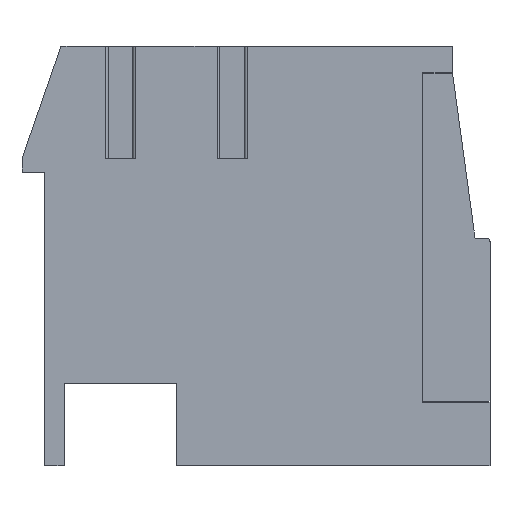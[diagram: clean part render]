
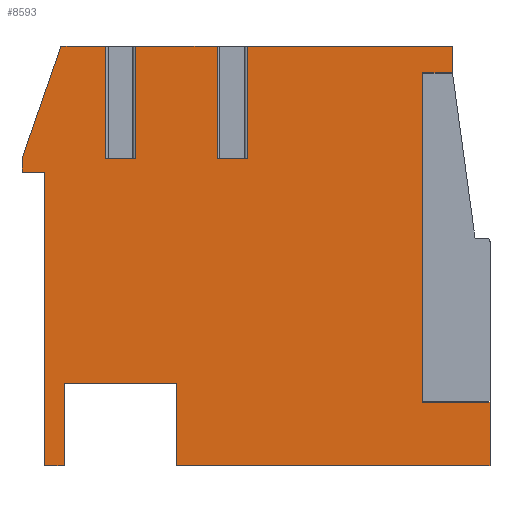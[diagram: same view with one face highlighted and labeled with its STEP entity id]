
A CAD part, left-side view. The second image highlights one B-rep face of the part: STEP entity #8593.
In plain terms, the highlighted planar face has unit normal (-1, 0, 0).
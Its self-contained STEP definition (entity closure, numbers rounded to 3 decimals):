
#734=ORIENTED_EDGE('',*,*,#3256,.T.);
#735=ORIENTED_EDGE('',*,*,#3257,.T.);
#736=ORIENTED_EDGE('',*,*,#3143,.F.);
#737=ORIENTED_EDGE('',*,*,#3258,.F.);
#738=ORIENTED_EDGE('',*,*,#3259,.T.);
#739=ORIENTED_EDGE('',*,*,#3260,.T.);
#740=ORIENTED_EDGE('',*,*,#3168,.F.);
#741=ORIENTED_EDGE('',*,*,#3261,.T.);
#742=ORIENTED_EDGE('',*,*,#3254,.F.);
#743=ORIENTED_EDGE('',*,*,#3252,.F.);
#744=ORIENTED_EDGE('',*,*,#3250,.F.);
#745=ORIENTED_EDGE('',*,*,#3248,.F.);
#746=ORIENTED_EDGE('',*,*,#3246,.F.);
#747=ORIENTED_EDGE('',*,*,#3244,.F.);
#748=ORIENTED_EDGE('',*,*,#3239,.F.);
#749=ORIENTED_EDGE('',*,*,#3237,.F.);
#750=ORIENTED_EDGE('',*,*,#3224,.F.);
#751=ORIENTED_EDGE('',*,*,#3262,.F.);
#752=ORIENTED_EDGE('',*,*,#3222,.F.);
#753=ORIENTED_EDGE('',*,*,#3263,.F.);
#754=ORIENTED_EDGE('',*,*,#3264,.F.);
#755=ORIENTED_EDGE('',*,*,#3151,.F.);
#756=ORIENTED_EDGE('',*,*,#3265,.F.);
#3143=EDGE_CURVE('',#4418,#4419,#5256,.T.);
#3151=EDGE_CURVE('',#4426,#4427,#5260,.T.);
#3168=EDGE_CURVE('',#4440,#4441,#5269,.T.);
#3222=EDGE_CURVE('',#4494,#4492,#5308,.T.);
#3224=EDGE_CURVE('',#4495,#4496,#5310,.T.);
#3237=EDGE_CURVE('',#4496,#4505,#5323,.T.);
#3239=EDGE_CURVE('',#4505,#4506,#5325,.T.);
#3244=EDGE_CURVE('',#4506,#4510,#5327,.T.);
#3246=EDGE_CURVE('',#4510,#4511,#5329,.T.);
#3248=EDGE_CURVE('',#4511,#4512,#5331,.T.);
#3250=EDGE_CURVE('',#4512,#4513,#5333,.T.);
#3252=EDGE_CURVE('',#4513,#4514,#5335,.T.);
#3254=EDGE_CURVE('',#4514,#4515,#5337,.T.);
#3256=EDGE_CURVE('',#4516,#4517,#5339,.T.);
#3257=EDGE_CURVE('',#4517,#4419,#5340,.T.);
#3258=EDGE_CURVE('',#4518,#4418,#5341,.T.);
#3259=EDGE_CURVE('',#4518,#4519,#5342,.T.);
#3260=EDGE_CURVE('',#4519,#4441,#5343,.T.);
#3261=EDGE_CURVE('',#4440,#4515,#5344,.F.);
#3262=EDGE_CURVE('',#4492,#4495,#5345,.T.);
#3263=EDGE_CURVE('',#4520,#4494,#5346,.T.);
#3264=EDGE_CURVE('',#4427,#4520,#5347,.T.);
#3265=EDGE_CURVE('',#4516,#4426,#5348,.T.);
#4418=VERTEX_POINT('',#12599);
#4419=VERTEX_POINT('',#12600);
#4426=VERTEX_POINT('',#12614);
#4427=VERTEX_POINT('',#12616);
#4440=VERTEX_POINT('',#12645);
#4441=VERTEX_POINT('',#12647);
#4492=VERTEX_POINT('',#12758);
#4494=VERTEX_POINT('',#12762);
#4495=VERTEX_POINT('',#12766);
#4496=VERTEX_POINT('',#12768);
#4505=VERTEX_POINT('',#12791);
#4506=VERTEX_POINT('',#12795);
#4510=VERTEX_POINT('',#12805);
#4511=VERTEX_POINT('',#12809);
#4512=VERTEX_POINT('',#12813);
#4513=VERTEX_POINT('',#12817);
#4514=VERTEX_POINT('',#12821);
#4515=VERTEX_POINT('',#12825);
#4516=VERTEX_POINT('',#12829);
#4517=VERTEX_POINT('',#12830);
#4518=VERTEX_POINT('',#12833);
#4519=VERTEX_POINT('',#12835);
#4520=VERTEX_POINT('',#12840);
#5256=LINE('',#12598,#6211);
#5260=LINE('',#12615,#6215);
#5269=LINE('',#12646,#6224);
#5308=LINE('',#12763,#6263);
#5310=LINE('',#12767,#6265);
#5323=LINE('',#12790,#6278);
#5325=LINE('',#12794,#6280);
#5327=LINE('',#12804,#6282);
#5329=LINE('',#12808,#6284);
#5331=LINE('',#12812,#6286);
#5333=LINE('',#12816,#6288);
#5335=LINE('',#12820,#6290);
#5337=LINE('',#12824,#6292);
#5339=LINE('',#12828,#6294);
#5340=LINE('',#12831,#6295);
#5341=LINE('',#12832,#6296);
#5342=LINE('',#12834,#6297);
#5343=LINE('',#12836,#6298);
#5344=LINE('',#12837,#6299);
#5345=LINE('',#12838,#6300);
#5346=LINE('',#12839,#6301);
#5347=LINE('',#12841,#6302);
#5348=LINE('',#12842,#6303);
#6211=VECTOR('',#10046,1000.);
#6215=VECTOR('',#10058,1000.);
#6224=VECTOR('',#10083,1000.);
#6263=VECTOR('',#10170,1000.);
#6265=VECTOR('',#10174,1000.);
#6278=VECTOR('',#10189,1000.);
#6280=VECTOR('',#10193,1000.);
#6282=VECTOR('',#10203,1000.);
#6284=VECTOR('',#10207,1000.);
#6286=VECTOR('',#10211,1000.);
#6288=VECTOR('',#10215,1000.);
#6290=VECTOR('',#10219,1000.);
#6292=VECTOR('',#10223,1000.);
#6294=VECTOR('',#10227,1000.);
#6295=VECTOR('',#10228,1000.);
#6296=VECTOR('',#10229,1000.);
#6297=VECTOR('',#10230,1000.);
#6298=VECTOR('',#10231,1000.);
#6299=VECTOR('',#10232,1000.);
#6300=VECTOR('',#10233,1000.);
#6301=VECTOR('',#10234,1000.);
#6302=VECTOR('',#10235,1000.);
#6303=VECTOR('',#10236,1000.);
#7175=EDGE_LOOP('',(#734,#735,#736,#737,#738,#739,#740,#741,#742,#743,#744,
#745,#746,#747,#748,#749,#750,#751,#752,#753,#754,#755,#756));
#7734=FACE_BOUND('',#7175,.T.);
#8268=PLANE('',#9262);
#8593=ADVANCED_FACE('',(#7734),#8268,.F.);
#9262=AXIS2_PLACEMENT_3D('',#12827,#10225,#10226);
#10046=DIRECTION('',(0.,-1.,0.));
#10058=DIRECTION('',(0.,-1.,0.));
#10083=DIRECTION('',(0.,-1.,0.));
#10170=DIRECTION('',(0.,0.,-1.));
#10174=DIRECTION('',(0.,0.,-1.));
#10189=DIRECTION('',(0.,1.,0.));
#10193=DIRECTION('',(0.,0.,1.));
#10203=DIRECTION('',(0.,1.,0.));
#10207=DIRECTION('',(0.,0.,-1.));
#10211=DIRECTION('',(0.,1.,0.));
#10215=DIRECTION('',(0.,0.,1.));
#10219=DIRECTION('',(0.,1.,0.));
#10223=DIRECTION('',(0.,0.,1.));
#10225=DIRECTION('',(1.,0.,0.));
#10226=DIRECTION('',(0.,0.,-1.));
#10227=DIRECTION('',(0.,1.,0.));
#10228=DIRECTION('',(0.,0.,1.));
#10229=DIRECTION('',(0.,0.,1.));
#10230=DIRECTION('',(0.,1.,0.));
#10231=DIRECTION('',(0.,0.,1.));
#10232=DIRECTION('',(0.,-0.328,0.945));
#10233=DIRECTION('',(0.,-1.,0.));
#10234=DIRECTION('',(0.,1.,0.));
#10235=DIRECTION('',(0.,0.,-1.));
#10236=DIRECTION('',(0.,0.,1.));
#12598=CARTESIAN_POINT('',(-5.25,6.25,5.6));
#12599=CARTESIAN_POINT('',(-5.25,3.218,5.6));
#12600=CARTESIAN_POINT('',(-5.25,1.037,5.6));
#12614=CARTESIAN_POINT('',(-5.25,0.234,5.6));
#12615=CARTESIAN_POINT('',(-5.25,6.25,5.6));
#12616=CARTESIAN_POINT('',(-5.25,-5.25,5.6));
#12645=CARTESIAN_POINT('',(-5.25,5.21,5.6));
#12646=CARTESIAN_POINT('',(-5.25,6.25,5.6));
#12647=CARTESIAN_POINT('',(-5.25,4.022,5.6));
#12758=CARTESIAN_POINT('',(-5.25,-4.45,-3.9));
#12762=CARTESIAN_POINT('',(-5.25,-4.45,4.9));
#12763=CARTESIAN_POINT('',(-5.25,-4.45,4.9));
#12766=CARTESIAN_POINT('',(-5.25,-6.25,-3.9));
#12767=CARTESIAN_POINT('',(-5.25,-6.25,5.6));
#12768=CARTESIAN_POINT('',(-5.25,-6.25,-5.6));
#12790=CARTESIAN_POINT('',(-5.25,-6.25,-5.6));
#12791=CARTESIAN_POINT('',(-5.25,2.12,-5.6));
#12794=CARTESIAN_POINT('',(-5.25,2.12,-3.4));
#12795=CARTESIAN_POINT('',(-5.25,2.12,-3.4));
#12804=CARTESIAN_POINT('',(-5.25,5.12,-3.4));
#12805=CARTESIAN_POINT('',(-5.25,5.12,-3.4));
#12808=CARTESIAN_POINT('',(-5.25,5.12,-5.6));
#12809=CARTESIAN_POINT('',(-5.25,5.12,-5.6));
#12812=CARTESIAN_POINT('',(-5.25,5.12,-5.6));
#12813=CARTESIAN_POINT('',(-5.25,5.65,-5.6));
#12816=CARTESIAN_POINT('',(-5.25,5.65,-5.6));
#12817=CARTESIAN_POINT('',(-5.25,5.65,2.24));
#12820=CARTESIAN_POINT('',(-5.25,5.65,2.24));
#12821=CARTESIAN_POINT('',(-5.25,6.25,2.24));
#12824=CARTESIAN_POINT('',(-5.25,6.25,2.24));
#12825=CARTESIAN_POINT('',(-5.25,6.25,2.6));
#12827=CARTESIAN_POINT('',(-5.25,0.,0.));
#12828=CARTESIAN_POINT('',(-5.25,0.234,2.6));
#12829=CARTESIAN_POINT('',(-5.25,0.234,2.6));
#12830=CARTESIAN_POINT('',(-5.25,1.037,2.6));
#12831=CARTESIAN_POINT('',(-5.25,1.037,2.6));
#12832=CARTESIAN_POINT('',(-5.25,3.218,2.6));
#12833=CARTESIAN_POINT('',(-5.25,3.218,2.6));
#12834=CARTESIAN_POINT('',(-5.25,3.218,2.6));
#12835=CARTESIAN_POINT('',(-5.25,4.022,2.6));
#12836=CARTESIAN_POINT('',(-5.25,4.022,2.6));
#12837=CARTESIAN_POINT('',(-5.25,5.21,5.6));
#12838=CARTESIAN_POINT('',(-5.25,-4.45,-3.9));
#12839=CARTESIAN_POINT('',(-5.25,-5.25,4.9));
#12840=CARTESIAN_POINT('',(-5.25,-5.25,4.9));
#12841=CARTESIAN_POINT('',(-5.25,-5.25,5.6));
#12842=CARTESIAN_POINT('',(-5.25,0.234,2.6));
